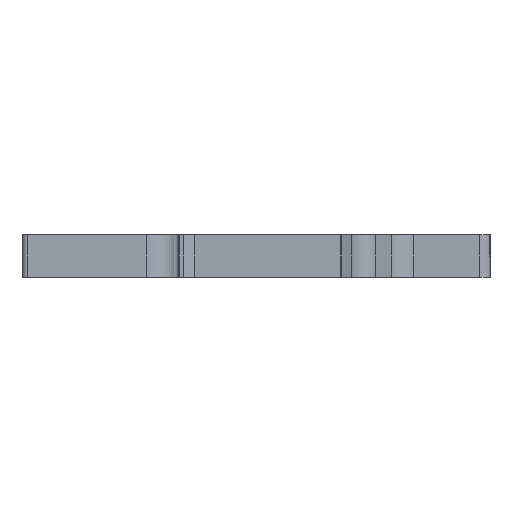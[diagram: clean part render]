
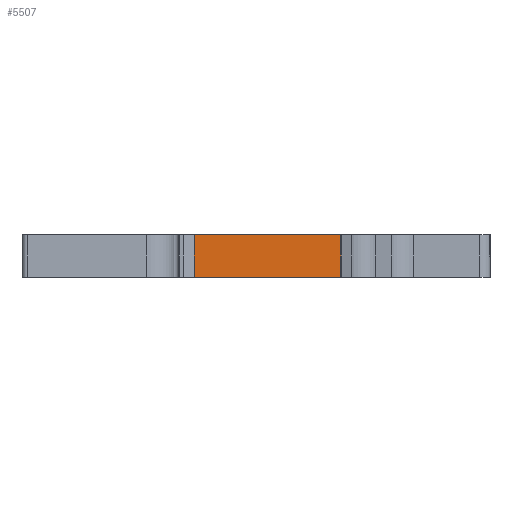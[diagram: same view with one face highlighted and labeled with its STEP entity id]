
A CAD part, front view. The second image highlights one B-rep face of the part: STEP entity #5507.
In plain terms, the highlighted planar face has unit normal (0, -1, 0).
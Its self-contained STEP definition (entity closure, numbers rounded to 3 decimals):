
#25 = VECTOR ( 'NONE', #12921, 1000. ) ;
#626 = EDGE_CURVE ( 'NONE', #2599, #689, #13047, .T. ) ;
#677 = ORIENTED_EDGE ( 'NONE', *, *, #17016, .F. ) ;
#689 = VERTEX_POINT ( 'NONE', #14558 ) ;
#720 = FACE_OUTER_BOUND ( 'NONE', #4052, .T. ) ;
#1299 = LINE ( 'NONE', #14988, #8256 ) ;
#1349 = CARTESIAN_POINT ( 'NONE',  ( -23.67, -14.442, 7.418 ) ) ;
#1889 = ORIENTED_EDGE ( 'NONE', *, *, #14072, .T. ) ;
#2599 = VERTEX_POINT ( 'NONE', #14534 ) ;
#2758 = ORIENTED_EDGE ( 'NONE', *, *, #626, .T. ) ;
#2792 = AXIS2_PLACEMENT_3D ( 'NONE', #6057, #6592, #15064 ) ;
#4052 = EDGE_LOOP ( 'NONE', ( #1889, #677, #13060, #2758 ) ) ;
#4155 = EDGE_CURVE ( 'NONE', #2599, #7979, #7524, .T. ) ;
#4506 = DIRECTION ( 'NONE',  ( 0., 0., -1. ) ) ;
#4549 = CARTESIAN_POINT ( 'NONE',  ( 4.656, -14.442, 7.418 ) ) ;
#5099 = CARTESIAN_POINT ( 'NONE',  ( 4.656, -14.442, 7.418 ) ) ;
#5507 = ADVANCED_FACE ( 'NONE', ( #720 ), #11569, .F. ) ;
#6057 = CARTESIAN_POINT ( 'NONE',  ( -23.67, -14.442, 7.418 ) ) ;
#6128 = CARTESIAN_POINT ( 'NONE',  ( -23.67, -14.442, 7.418 ) ) ;
#6592 = DIRECTION ( 'NONE',  ( 0., 1., 0. ) ) ;
#7524 = LINE ( 'NONE', #6128, #25 ) ;
#7979 = VERTEX_POINT ( 'NONE', #5099 ) ;
#8256 = VECTOR ( 'NONE', #16634, 1000. ) ;
#8310 = VECTOR ( 'NONE', #4506, 1000. ) ;
#8718 = LINE ( 'NONE', #4549, #8310 ) ;
#9236 = VECTOR ( 'NONE', #15132, 1000. ) ;
#11408 = CARTESIAN_POINT ( 'NONE',  ( 4.656, -14.442, -0.582 ) ) ;
#11569 = PLANE ( 'NONE',  #2792 ) ;
#12921 = DIRECTION ( 'NONE',  ( 1., 0., 0. ) ) ;
#13047 = LINE ( 'NONE', #1349, #9236 ) ;
#13060 = ORIENTED_EDGE ( 'NONE', *, *, #4155, .F. ) ;
#14072 = EDGE_CURVE ( 'NONE', #689, #16467, #1299, .T. ) ;
#14534 = CARTESIAN_POINT ( 'NONE',  ( -23.67, -14.442, 7.418 ) ) ;
#14558 = CARTESIAN_POINT ( 'NONE',  ( -23.67, -14.442, -0.582 ) ) ;
#14988 = CARTESIAN_POINT ( 'NONE',  ( -23.67, -14.442, -0.582 ) ) ;
#15064 = DIRECTION ( 'NONE',  ( -1., 0., 0. ) ) ;
#15132 = DIRECTION ( 'NONE',  ( 0., 0., -1. ) ) ;
#16467 = VERTEX_POINT ( 'NONE', #11408 ) ;
#16634 = DIRECTION ( 'NONE',  ( 1., 0., 0. ) ) ;
#17016 = EDGE_CURVE ( 'NONE', #7979, #16467, #8718, .T. ) ;
